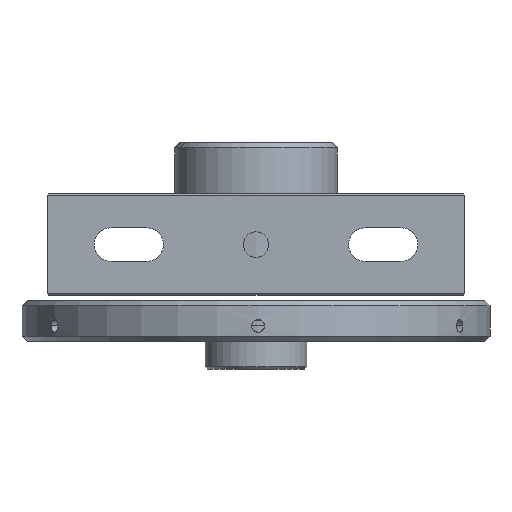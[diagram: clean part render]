
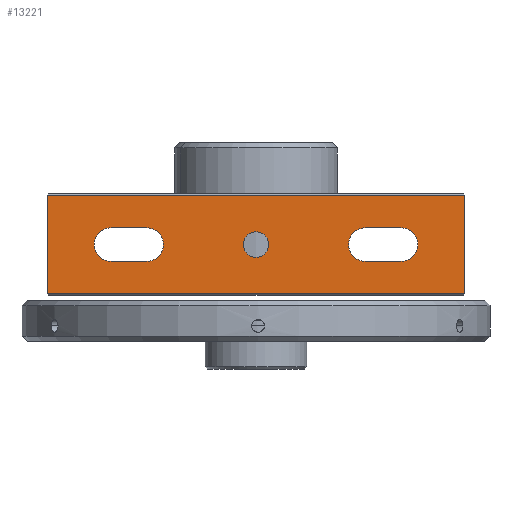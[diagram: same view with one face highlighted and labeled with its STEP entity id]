
A CAD part, front view. The second image highlights one B-rep face of the part: STEP entity #13221.
In plain terms, the highlighted planar face has unit normal (0, -1, 0).
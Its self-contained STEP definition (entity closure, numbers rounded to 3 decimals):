
#286 = CIRCLE ( 'NONE', #8298, 3.3 ) ;
#431 = DIRECTION ( 'NONE',  ( 0., 1., 0. ) ) ;
#470 = CIRCLE ( 'NONE', #12637, 3.3 ) ;
#557 = DIRECTION ( 'NONE',  ( 0., 1., 0. ) ) ;
#751 = EDGE_CURVE ( 'NONE', #10452, #10388, #7767, .T. ) ;
#787 = DIRECTION ( 'NONE',  ( -1., 0., 0. ) ) ;
#875 = ORIENTED_EDGE ( 'NONE', *, *, #5206, .F. ) ;
#881 = DIRECTION ( 'NONE',  ( 0., -1., 0. ) ) ;
#918 = AXIS2_PLACEMENT_3D ( 'NONE', #9926, #3519, #12103 ) ;
#978 = VERTEX_POINT ( 'NONE', #4541 ) ;
#984 = CARTESIAN_POINT ( 'NONE',  ( -91.912, -40.332, 39.06 ) ) ;
#1167 = DIRECTION ( 'NONE',  ( 1., 0., 0. ) ) ;
#1330 = LINE ( 'NONE', #10773, #3037 ) ;
#1413 = ORIENTED_EDGE ( 'NONE', *, *, #4822, .T. ) ;
#1486 = EDGE_CURVE ( 'NONE', #10405, #4502, #1330, .T. ) ;
#1559 = ORIENTED_EDGE ( 'NONE', *, *, #13175, .F. ) ;
#1805 = CARTESIAN_POINT ( 'NONE',  ( -9.912, -40.332, 19.36 ) ) ;
#1948 = FACE_BOUND ( 'NONE', #10990, .T. ) ;
#1979 = DIRECTION ( 'NONE',  ( 0., 1., 0. ) ) ;
#2454 = LINE ( 'NONE', #10815, #7689 ) ;
#2497 = CIRCLE ( 'NONE', #5064, 3.3 ) ;
#2541 = EDGE_CURVE ( 'NONE', #9351, #12066, #13314, .T. ) ;
#2554 = VECTOR ( 'NONE', #9839, 1000. ) ;
#2561 = AXIS2_PLACEMENT_3D ( 'NONE', #7459, #881, #10679 ) ;
#2598 = ORIENTED_EDGE ( 'NONE', *, *, #11898, .T. ) ;
#2599 = CARTESIAN_POINT ( 'NONE',  ( -29.412, -40.332, 32.36 ) ) ;
#2662 = VERTEX_POINT ( 'NONE', #6235 ) ;
#2688 = ORIENTED_EDGE ( 'NONE', *, *, #751, .F. ) ;
#2767 = CARTESIAN_POINT ( 'NONE',  ( -9.912, -40.332, 38.76 ) ) ;
#3037 = VECTOR ( 'NONE', #1167, 1000. ) ;
#3103 = DIRECTION ( 'NONE',  ( 1., 0., 0. ) ) ;
#3228 = CARTESIAN_POINT ( 'NONE',  ( -72.412, -40.332, 25.76 ) ) ;
#3376 = ORIENTED_EDGE ( 'NONE', *, *, #7380, .T. ) ;
#3519 = DIRECTION ( 'NONE',  ( 0., -1., 0. ) ) ;
#3691 = VERTEX_POINT ( 'NONE', #3228 ) ;
#3856 = DIRECTION ( 'NONE',  ( 0., 0., -1. ) ) ;
#3940 = DIRECTION ( 'NONE',  ( 0., 0., -1. ) ) ;
#4026 = AXIS2_PLACEMENT_3D ( 'NONE', #984, #1979, #4231 ) ;
#4112 = CARTESIAN_POINT ( 'NONE',  ( -91.912, -40.332, 19.36 ) ) ;
#4231 = DIRECTION ( 'NONE',  ( 0., 0., 1. ) ) ;
#4275 = PLANE ( 'NONE',  #4026 ) ;
#4305 = EDGE_LOOP ( 'NONE', ( #2688, #10082, #11460, #10415 ) ) ;
#4333 = FACE_BOUND ( 'NONE', #13623, .T. ) ;
#4502 = VERTEX_POINT ( 'NONE', #11007 ) ;
#4541 = CARTESIAN_POINT ( 'NONE',  ( -91.912, -40.332, 19.36 ) ) ;
#4554 = CARTESIAN_POINT ( 'NONE',  ( -22.412, -40.332, 25.76 ) ) ;
#4648 = VERTEX_POINT ( 'NONE', #2599 ) ;
#4822 = EDGE_CURVE ( 'NONE', #4648, #9351, #12823, .T. ) ;
#4850 = EDGE_CURVE ( 'NONE', #978, #10388, #7900, .T. ) ;
#4854 = FACE_BOUND ( 'NONE', #12596, .T. ) ;
#4892 = VECTOR ( 'NONE', #3856, 1000. ) ;
#5064 = AXIS2_PLACEMENT_3D ( 'NONE', #7498, #6247, #12899 ) ;
#5155 = ORIENTED_EDGE ( 'NONE', *, *, #1486, .T. ) ;
#5174 = VERTEX_POINT ( 'NONE', #13196 ) ;
#5206 = EDGE_CURVE ( 'NONE', #13094, #12531, #11786, .T. ) ;
#5313 = DIRECTION ( 'NONE',  ( 1., 0., 0. ) ) ;
#5381 = VECTOR ( 'NONE', #3103, 1000. ) ;
#5423 = LINE ( 'NONE', #8961, #2554 ) ;
#6017 = CIRCLE ( 'NONE', #2561, 2.5 ) ;
#6235 = CARTESIAN_POINT ( 'NONE',  ( -29.412, -40.332, 25.76 ) ) ;
#6247 = DIRECTION ( 'NONE',  ( 0., 1., 0. ) ) ;
#6281 = DIRECTION ( 'NONE',  ( 0., 1., 0. ) ) ;
#6288 = DIRECTION ( 'NONE',  ( -1., 0., 0. ) ) ;
#7117 = LINE ( 'NONE', #7268, #8984 ) ;
#7268 = CARTESIAN_POINT ( 'NONE',  ( -91.912, -40.332, 38.76 ) ) ;
#7380 = EDGE_CURVE ( 'NONE', #5174, #10405, #470, .T. ) ;
#7459 = CARTESIAN_POINT ( 'NONE',  ( -50.912, -40.332, 29.06 ) ) ;
#7498 = CARTESIAN_POINT ( 'NONE',  ( -29.412, -40.332, 29.06 ) ) ;
#7520 = FACE_OUTER_BOUND ( 'NONE', #4305, .T. ) ;
#7689 = VECTOR ( 'NONE', #6288, 1000. ) ;
#7767 = LINE ( 'NONE', #9334, #13889 ) ;
#7900 = LINE ( 'NONE', #4112, #13335 ) ;
#8298 = AXIS2_PLACEMENT_3D ( 'NONE', #11165, #557, #10205 ) ;
#8303 = CARTESIAN_POINT ( 'NONE',  ( -50.912, -40.332, 31.56 ) ) ;
#8683 = ORIENTED_EDGE ( 'NONE', *, *, #2541, .T. ) ;
#8961 = CARTESIAN_POINT ( 'NONE',  ( -22.412, -40.332, 25.76 ) ) ;
#8984 = VECTOR ( 'NONE', #787, 1000. ) ;
#9114 = EDGE_CURVE ( 'NONE', #10452, #11906, #7117, .T. ) ;
#9334 = CARTESIAN_POINT ( 'NONE',  ( -9.912, -40.332, 39.06 ) ) ;
#9351 = VERTEX_POINT ( 'NONE', #9846 ) ;
#9357 = CARTESIAN_POINT ( 'NONE',  ( -50.912, -40.332, 26.56 ) ) ;
#9359 = CARTESIAN_POINT ( 'NONE',  ( -79.412, -40.332, 32.36 ) ) ;
#9506 = CARTESIAN_POINT ( 'NONE',  ( -22.412, -40.332, 32.36 ) ) ;
#9810 = EDGE_CURVE ( 'NONE', #12066, #2662, #5423, .T. ) ;
#9839 = DIRECTION ( 'NONE',  ( -1., 0., 0. ) ) ;
#9846 = CARTESIAN_POINT ( 'NONE',  ( -22.412, -40.332, 32.36 ) ) ;
#9926 = CARTESIAN_POINT ( 'NONE',  ( -50.912, -40.332, 29.06 ) ) ;
#10082 = ORIENTED_EDGE ( 'NONE', *, *, #9114, .T. ) ;
#10205 = DIRECTION ( 'NONE',  ( 0., 0., 1. ) ) ;
#10331 = AXIS2_PLACEMENT_3D ( 'NONE', #10624, #6281, #12614 ) ;
#10388 = VERTEX_POINT ( 'NONE', #1805 ) ;
#10405 = VERTEX_POINT ( 'NONE', #9359 ) ;
#10415 = ORIENTED_EDGE ( 'NONE', *, *, #4850, .T. ) ;
#10452 = VERTEX_POINT ( 'NONE', #2767 ) ;
#10624 = CARTESIAN_POINT ( 'NONE',  ( -22.412, -40.332, 29.06 ) ) ;
#10679 = DIRECTION ( 'NONE',  ( 0., 0., -1. ) ) ;
#10738 = ORIENTED_EDGE ( 'NONE', *, *, #9810, .T. ) ;
#10773 = CARTESIAN_POINT ( 'NONE',  ( -79.412, -40.332, 32.36 ) ) ;
#10815 = CARTESIAN_POINT ( 'NONE',  ( -79.412, -40.332, 25.76 ) ) ;
#10951 = LINE ( 'NONE', #12679, #4892 ) ;
#10990 = EDGE_LOOP ( 'NONE', ( #13878, #3376, #5155, #11172 ) ) ;
#11007 = CARTESIAN_POINT ( 'NONE',  ( -72.412, -40.332, 32.36 ) ) ;
#11165 = CARTESIAN_POINT ( 'NONE',  ( -72.412, -40.332, 29.06 ) ) ;
#11172 = ORIENTED_EDGE ( 'NONE', *, *, #11559, .T. ) ;
#11210 = DIRECTION ( 'NONE',  ( 0., 0., 1. ) ) ;
#11460 = ORIENTED_EDGE ( 'NONE', *, *, #11692, .T. ) ;
#11559 = EDGE_CURVE ( 'NONE', #4502, #3691, #286, .T. ) ;
#11692 = EDGE_CURVE ( 'NONE', #11906, #978, #10951, .T. ) ;
#11713 = CARTESIAN_POINT ( 'NONE',  ( -91.912, -40.332, 38.76 ) ) ;
#11786 = CIRCLE ( 'NONE', #918, 2.5 ) ;
#11898 = EDGE_CURVE ( 'NONE', #2662, #4648, #2497, .T. ) ;
#11906 = VERTEX_POINT ( 'NONE', #11713 ) ;
#12066 = VERTEX_POINT ( 'NONE', #4554 ) ;
#12103 = DIRECTION ( 'NONE',  ( 0., 0., -1. ) ) ;
#12320 = CARTESIAN_POINT ( 'NONE',  ( -79.412, -40.332, 29.06 ) ) ;
#12531 = VERTEX_POINT ( 'NONE', #9357 ) ;
#12596 = EDGE_LOOP ( 'NONE', ( #1413, #8683, #10738, #2598 ) ) ;
#12614 = DIRECTION ( 'NONE',  ( 0., 0., -1. ) ) ;
#12637 = AXIS2_PLACEMENT_3D ( 'NONE', #12320, #431, #11210 ) ;
#12679 = CARTESIAN_POINT ( 'NONE',  ( -91.912, -40.332, 39.06 ) ) ;
#12823 = LINE ( 'NONE', #9506, #5381 ) ;
#12899 = DIRECTION ( 'NONE',  ( 0., 0., -1. ) ) ;
#13094 = VERTEX_POINT ( 'NONE', #8303 ) ;
#13175 = EDGE_CURVE ( 'NONE', #12531, #13094, #6017, .T. ) ;
#13191 = EDGE_CURVE ( 'NONE', #3691, #5174, #2454, .T. ) ;
#13196 = CARTESIAN_POINT ( 'NONE',  ( -79.412, -40.332, 25.76 ) ) ;
#13221 = ADVANCED_FACE ( 'NONE', ( #4854, #1948, #4333, #7520 ), #4275, .F. ) ;
#13314 = CIRCLE ( 'NONE', #10331, 3.3 ) ;
#13335 = VECTOR ( 'NONE', #5313, 1000. ) ;
#13623 = EDGE_LOOP ( 'NONE', ( #1559, #875 ) ) ;
#13878 = ORIENTED_EDGE ( 'NONE', *, *, #13191, .T. ) ;
#13889 = VECTOR ( 'NONE', #3940, 1000. ) ;
